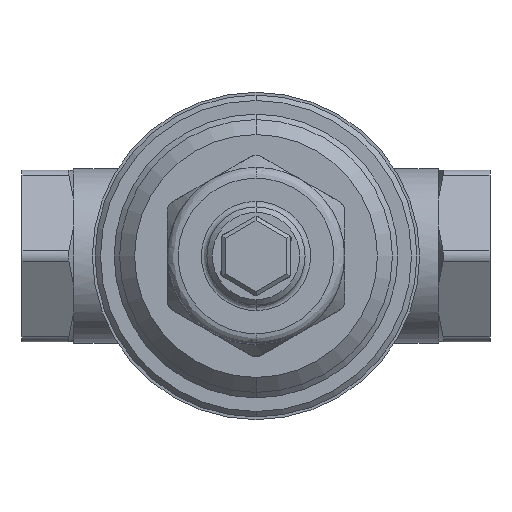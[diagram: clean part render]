
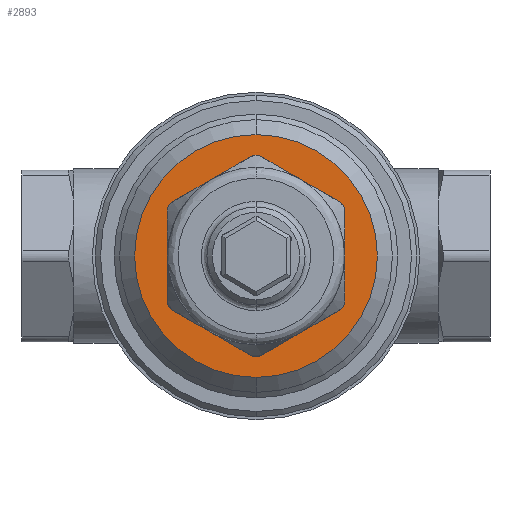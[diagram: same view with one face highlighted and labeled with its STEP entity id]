
A CAD part, front view. The second image highlights one B-rep face of the part: STEP entity #2893.
In plain terms, the highlighted planar face has unit normal (0, -1, 0).
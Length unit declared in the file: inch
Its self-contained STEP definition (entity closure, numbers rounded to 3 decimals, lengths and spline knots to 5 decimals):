
#25 = CIRCLE ( 'NONE', #16135, 0.87598 ) ;
#244 = VECTOR ( 'NONE', #3744, 39.37008 ) ;
#361 = CARTESIAN_POINT ( 'NONE',  ( -0.81454, -1.34264, -0.3921 ) ) ;
#388 = EDGE_CURVE ( 'NONE', #12605, #5309, #4115, .T. ) ;
#505 = ORIENTED_EDGE ( 'NONE', *, *, #3415, .T. ) ;
#563 = EDGE_CURVE ( 'NONE', #5870, #13470, #6157, .T. ) ;
#665 = CARTESIAN_POINT ( 'NONE',  ( 0.34688, -1.34264, 0.32391 ) ) ;
#810 = CARTESIAN_POINT ( 'NONE',  ( 0.34688, -1.34264, -0.32391 ) ) ;
#1033 = FACE_OUTER_BOUND ( 'NONE', #10734, .T. ) ;
#1040 = EDGE_CURVE ( 'NONE', #12935, #4675, #14949, .T. ) ;
#1337 = ORIENTED_EDGE ( 'NONE', *, *, #13516, .F. ) ;
#1351 = DIRECTION ( 'NONE',  ( 0., 0., -1. ) ) ;
#1566 = PLANE ( 'NONE',  #11025 ) ;
#1636 = CIRCLE ( 'NONE', #12646, 0.07874 ) ;
#2193 = DIRECTION ( 'NONE',  ( -0.866, 0., 0.5 ) ) ;
#2272 = DIRECTION ( 'NONE',  ( 0., 0., -1. ) ) ;
#2277 = CARTESIAN_POINT ( 'NONE',  ( -0.85391, -1.34264, 0. ) ) ;
#2415 = CARTESIAN_POINT ( 'NONE',  ( -0.17477, -1.34264, -0.71601 ) ) ;
#2428 = DIRECTION ( 'NONE',  ( 0.866, 0., 0.5 ) ) ;
#2791 = LINE ( 'NONE', #3906, #7089 ) ;
#2829 = ORIENTED_EDGE ( 'NONE', *, *, #15841, .T. ) ;
#2893 = ADVANCED_FACE ( 'NONE', ( #1033, #8722 ), #1566, .T. ) ;
#2895 = AXIS2_PLACEMENT_3D ( 'NONE', #6685, #16845, #8133 ) ;
#3034 = DIRECTION ( 'NONE',  ( 0., 0., -1. ) ) ;
#3047 = DIRECTION ( 'NONE',  ( 0., -1., 0. ) ) ;
#3401 = ORIENTED_EDGE ( 'NONE', *, *, #15627, .T. ) ;
#3415 = EDGE_CURVE ( 'NONE', #10229, #5651, #17829, .T. ) ;
#3483 = VERTEX_POINT ( 'NONE', #8144 ) ;
#3522 = LINE ( 'NONE', #3813, #10779 ) ;
#3601 = ORIENTED_EDGE ( 'NONE', *, *, #388, .T. ) ;
#3636 = EDGE_CURVE ( 'NONE', #16587, #15531, #4412, .T. ) ;
#3744 = DIRECTION ( 'NONE',  ( 0., 0., 1. ) ) ;
#3813 = CARTESIAN_POINT ( 'NONE',  ( -0.17477, -1.34264, 0.71601 ) ) ;
#3906 = CARTESIAN_POINT ( 'NONE',  ( 0.42562, -1.34264, 0. ) ) ;
#4115 = LINE ( 'NONE', #2277, #244 ) ;
#4162 = CARTESIAN_POINT ( 'NONE',  ( 0.38625, -1.34264, -0.3921 ) ) ;
#4339 = CARTESIAN_POINT ( 'NONE',  ( -0.85391, -1.34264, -0.32391 ) ) ;
#4378 = CIRCLE ( 'NONE', #2895, 0.07874 ) ;
#4412 = CIRCLE ( 'NONE', #7014, 0.07874 ) ;
#4506 = CARTESIAN_POINT ( 'NONE',  ( 0.38625, -1.34264, -0.3921 ) ) ;
#4612 = ORIENTED_EDGE ( 'NONE', *, *, #7598, .T. ) ;
#4675 = VERTEX_POINT ( 'NONE', #361 ) ;
#4714 = ORIENTED_EDGE ( 'NONE', *, *, #1040, .T. ) ;
#4810 = AXIS2_PLACEMENT_3D ( 'NONE', #665, #9365, #18072 ) ;
#5309 = VERTEX_POINT ( 'NONE', #9217 ) ;
#5323 = CARTESIAN_POINT ( 'NONE',  ( -0.81454, -1.34264, 0.3921 ) ) ;
#5424 = ORIENTED_EDGE ( 'NONE', *, *, #12440, .F. ) ;
#5651 = VERTEX_POINT ( 'NONE', #4506 ) ;
#5838 = ORIENTED_EDGE ( 'NONE', *, *, #12384, .T. ) ;
#5870 = VERTEX_POINT ( 'NONE', #6771 ) ;
#5971 = LINE ( 'NONE', #4162, #13233 ) ;
#6157 = CIRCLE ( 'NONE', #4810, 0.07874 ) ;
#6197 = CIRCLE ( 'NONE', #10874, 0.87598 ) ;
#6571 = ORIENTED_EDGE ( 'NONE', *, *, #15925, .F. ) ;
#6685 = CARTESIAN_POINT ( 'NONE',  ( -0.77517, -1.34264, 0.32391 ) ) ;
#6771 = CARTESIAN_POINT ( 'NONE',  ( 0.38625, -1.34264, 0.3921 ) ) ;
#6932 = DIRECTION ( 'NONE',  ( 0., 1., 0. ) ) ;
#6960 = CARTESIAN_POINT ( 'NONE',  ( -0.21414, -1.34264, 0. ) ) ;
#7014 = AXIS2_PLACEMENT_3D ( 'NONE', #15826, #7126, #17301 ) ;
#7089 = VECTOR ( 'NONE', #12604, 39.37008 ) ;
#7126 = DIRECTION ( 'NONE',  ( 0., 1., 0. ) ) ;
#7184 = VECTOR ( 'NONE', #2193, 39.37008 ) ;
#7397 = VERTEX_POINT ( 'NONE', #9108 ) ;
#7598 = EDGE_CURVE ( 'NONE', #17078, #16587, #9548, .T. ) ;
#7930 = ORIENTED_EDGE ( 'NONE', *, *, #3636, .T. ) ;
#8045 = CARTESIAN_POINT ( 'NONE',  ( 0.42562, -1.34264, -0.32391 ) ) ;
#8092 = CARTESIAN_POINT ( 'NONE',  ( 0.42562, -1.34264, 0.32391 ) ) ;
#8133 = DIRECTION ( 'NONE',  ( 0., 0., -1. ) ) ;
#8144 = CARTESIAN_POINT ( 'NONE',  ( -0.21414, -1.34264, -0.87598 ) ) ;
#8234 = DIRECTION ( 'NONE',  ( 0., 1., 0. ) ) ;
#8237 = CIRCLE ( 'NONE', #10800, 0.07874 ) ;
#8332 = AXIS2_PLACEMENT_3D ( 'NONE', #810, #10957, #2272 ) ;
#8402 = DIRECTION ( 'NONE',  ( 0., 0., 1. ) ) ;
#8722 = FACE_BOUND ( 'NONE', #14407, .T. ) ;
#8906 = VERTEX_POINT ( 'NONE', #10325 ) ;
#9108 = CARTESIAN_POINT ( 'NONE',  ( -0.21414, -1.34264, -0.72655 ) ) ;
#9142 = EDGE_CURVE ( 'NONE', #15531, #5870, #3522, .T. ) ;
#9217 = CARTESIAN_POINT ( 'NONE',  ( -0.85391, -1.34264, 0.32391 ) ) ;
#9228 = ORIENTED_EDGE ( 'NONE', *, *, #563, .T. ) ;
#9254 = ORIENTED_EDGE ( 'NONE', *, *, #14761, .F. ) ;
#9365 = DIRECTION ( 'NONE',  ( 0., 1., 0. ) ) ;
#9548 = LINE ( 'NONE', #14129, #12500 ) ;
#10036 = ORIENTED_EDGE ( 'NONE', *, *, #12031, .T. ) ;
#10044 = DIRECTION ( 'NONE',  ( 0., -1., 0. ) ) ;
#10229 = VERTEX_POINT ( 'NONE', #8045 ) ;
#10325 = CARTESIAN_POINT ( 'NONE',  ( -0.21414, -1.34264, 0.87598 ) ) ;
#10734 = EDGE_LOOP ( 'NONE', ( #5424, #1337 ) ) ;
#10779 = VECTOR ( 'NONE', #15422, 39.37008 ) ;
#10800 = AXIS2_PLACEMENT_3D ( 'NONE', #11732, #3047, #13203 ) ;
#10874 = AXIS2_PLACEMENT_3D ( 'NONE', #15628, #6932, #17101 ) ;
#10957 = DIRECTION ( 'NONE',  ( 0., 1., 0. ) ) ;
#11025 = AXIS2_PLACEMENT_3D ( 'NONE', #13123, #11717, #3034 ) ;
#11717 = DIRECTION ( 'NONE',  ( 0., -1., 0. ) ) ;
#11732 = CARTESIAN_POINT ( 'NONE',  ( -0.21414, -1.34264, -0.64781 ) ) ;
#12021 = VERTEX_POINT ( 'NONE', #2415 ) ;
#12031 = EDGE_CURVE ( 'NONE', #4675, #12605, #18032, .T. ) ;
#12341 = CARTESIAN_POINT ( 'NONE',  ( -0.25351, -1.34264, -0.71601 ) ) ;
#12384 = EDGE_CURVE ( 'NONE', #13470, #10229, #2791, .T. ) ;
#12440 = EDGE_CURVE ( 'NONE', #8906, #3483, #6197, .T. ) ;
#12500 = VECTOR ( 'NONE', #2428, 39.37008 ) ;
#12604 = DIRECTION ( 'NONE',  ( 0., 0., -1. ) ) ;
#12605 = VERTEX_POINT ( 'NONE', #4339 ) ;
#12646 = AXIS2_PLACEMENT_3D ( 'NONE', #18766, #10044, #1351 ) ;
#12935 = VERTEX_POINT ( 'NONE', #16236 ) ;
#13123 = CARTESIAN_POINT ( 'NONE',  ( -0.80653, -1.34264, 0. ) ) ;
#13176 = AXIS2_PLACEMENT_3D ( 'NONE', #16942, #8234, #18428 ) ;
#13203 = DIRECTION ( 'NONE',  ( 0., 0., -1. ) ) ;
#13233 = VECTOR ( 'NONE', #14327, 39.37008 ) ;
#13470 = VERTEX_POINT ( 'NONE', #8092 ) ;
#13516 = EDGE_CURVE ( 'NONE', #3483, #8906, #25, .T. ) ;
#14129 = CARTESIAN_POINT ( 'NONE',  ( -0.81454, -1.34264, 0.3921 ) ) ;
#14327 = DIRECTION ( 'NONE',  ( -0.866, 0., -0.5 ) ) ;
#14407 = EDGE_LOOP ( 'NONE', ( #4612, #7930, #17703, #9228, #5838, #505, #2829, #6571, #9254, #4714, #10036, #3601, #3401 ) ) ;
#14761 = EDGE_CURVE ( 'NONE', #12935, #7397, #8237, .T. ) ;
#14949 = LINE ( 'NONE', #12341, #7184 ) ;
#15422 = DIRECTION ( 'NONE',  ( 0.866, 0., -0.5 ) ) ;
#15531 = VERTEX_POINT ( 'NONE', #18079 ) ;
#15627 = EDGE_CURVE ( 'NONE', #5309, #17078, #4378, .T. ) ;
#15628 = CARTESIAN_POINT ( 'NONE',  ( -0.21414, -1.34264, 0. ) ) ;
#15826 = CARTESIAN_POINT ( 'NONE',  ( -0.21414, -1.34264, 0.64781 ) ) ;
#15841 = EDGE_CURVE ( 'NONE', #5651, #12021, #5971, .T. ) ;
#15925 = EDGE_CURVE ( 'NONE', #7397, #12021, #1636, .T. ) ;
#16135 = AXIS2_PLACEMENT_3D ( 'NONE', #6960, #17124, #8402 ) ;
#16236 = CARTESIAN_POINT ( 'NONE',  ( -0.25351, -1.34264, -0.71601 ) ) ;
#16587 = VERTEX_POINT ( 'NONE', #17712 ) ;
#16845 = DIRECTION ( 'NONE',  ( 0., 1., 0. ) ) ;
#16942 = CARTESIAN_POINT ( 'NONE',  ( -0.77517, -1.34264, -0.32391 ) ) ;
#17078 = VERTEX_POINT ( 'NONE', #5323 ) ;
#17101 = DIRECTION ( 'NONE',  ( 0., 0., 1. ) ) ;
#17124 = DIRECTION ( 'NONE',  ( 0., 1., 0. ) ) ;
#17301 = DIRECTION ( 'NONE',  ( 0., 0., -1. ) ) ;
#17703 = ORIENTED_EDGE ( 'NONE', *, *, #9142, .T. ) ;
#17712 = CARTESIAN_POINT ( 'NONE',  ( -0.25351, -1.34264, 0.71601 ) ) ;
#17829 = CIRCLE ( 'NONE', #8332, 0.07874 ) ;
#18032 = CIRCLE ( 'NONE', #13176, 0.07874 ) ;
#18072 = DIRECTION ( 'NONE',  ( 0., 0., -1. ) ) ;
#18079 = CARTESIAN_POINT ( 'NONE',  ( -0.17477, -1.34264, 0.71601 ) ) ;
#18428 = DIRECTION ( 'NONE',  ( 0., 0., -1. ) ) ;
#18766 = CARTESIAN_POINT ( 'NONE',  ( -0.21414, -1.34264, -0.64781 ) ) ;
